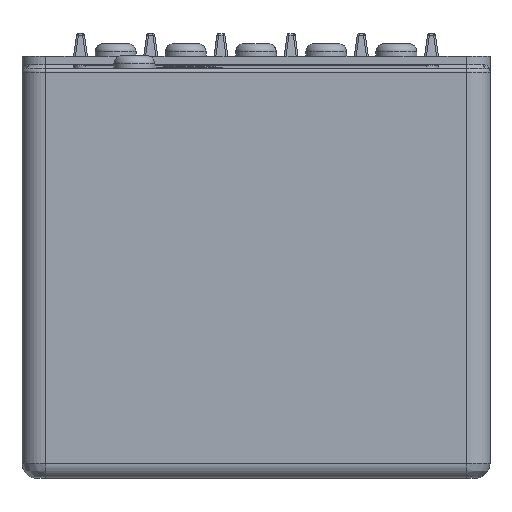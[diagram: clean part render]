
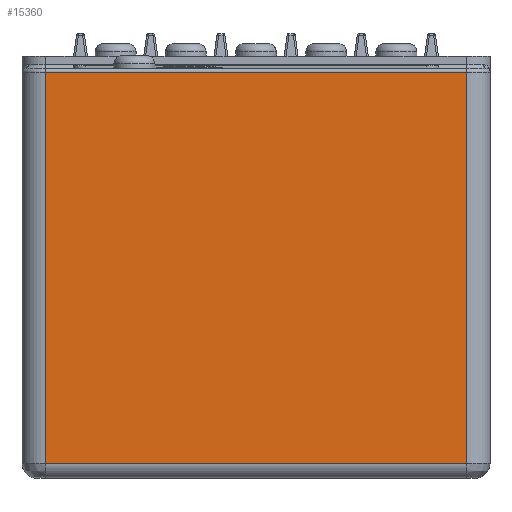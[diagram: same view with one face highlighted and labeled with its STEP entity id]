
A CAD part, front view. The second image highlights one B-rep face of the part: STEP entity #15360.
In plain terms, the highlighted planar face has unit normal (0, -1, 0).
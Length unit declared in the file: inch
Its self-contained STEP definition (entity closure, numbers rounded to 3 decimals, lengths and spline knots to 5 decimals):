
#5933=CARTESIAN_POINT('',(2.375,0.0,2.17));
#5934=VERTEX_POINT('',#5933);
#5959=CARTESIAN_POINT('',(0.125,0.0,2.17));
#5960=VERTEX_POINT('',#5959);
#5968=CARTESIAN_POINT('',(0.125,0.0,2.17));
#5969=DIRECTION('',(1.0,0.0,0.0));
#5970=VECTOR('',#5969,2.25);
#5971=LINE('',#5968,#5970);
#5972=EDGE_CURVE('',#5960,#5934,#5971,.T.);
#6244=CARTESIAN_POINT('',(2.375,0.0,0.08));
#6245=VERTEX_POINT('',#6244);
#6278=CARTESIAN_POINT('',(0.125,0.0,0.08));
#6279=VERTEX_POINT('',#6278);
#6296=CARTESIAN_POINT('',(2.375,0.0,0.08));
#6297=DIRECTION('',(-1.0,0.0,0.0));
#6298=VECTOR('',#6297,2.25);
#6299=LINE('',#6296,#6298);
#6300=EDGE_CURVE('',#6245,#6279,#6299,.T.);
#6497=CARTESIAN_POINT('',(2.375,0.0,0.08));
#6498=DIRECTION('',(0.0,0.0,1.0));
#6499=VECTOR('',#6498,2.09);
#6500=LINE('',#6497,#6499);
#6501=EDGE_CURVE('',#6245,#5934,#6500,.T.);
#15344=CARTESIAN_POINT('',(2.375,0.0,0.0));
#15345=DIRECTION('',(0.0,-1.0,0.0));
#15346=DIRECTION('',(0.0,0.0,-1.0));
#15347=AXIS2_PLACEMENT_3D('',#15344,#15345,#15346);
#15348=PLANE('',#15347);
#15349=ORIENTED_EDGE('',*,*,#5972,.F.);
#15350=CARTESIAN_POINT('',(0.125,0.0,0.08));
#15351=DIRECTION('',(0.0,0.0,1.0));
#15352=VECTOR('',#15351,2.09);
#15353=LINE('',#15350,#15352);
#15354=EDGE_CURVE('',#6279,#5960,#15353,.T.);
#15355=ORIENTED_EDGE('',*,*,#15354,.F.);
#15356=ORIENTED_EDGE('',*,*,#6300,.F.);
#15357=ORIENTED_EDGE('',*,*,#6501,.T.);
#15358=EDGE_LOOP('',(#15349,#15355,#15356,#15357));
#15359=FACE_OUTER_BOUND('',#15358,.T.);
#15360=ADVANCED_FACE('',(#15359),#15348,.T.);
